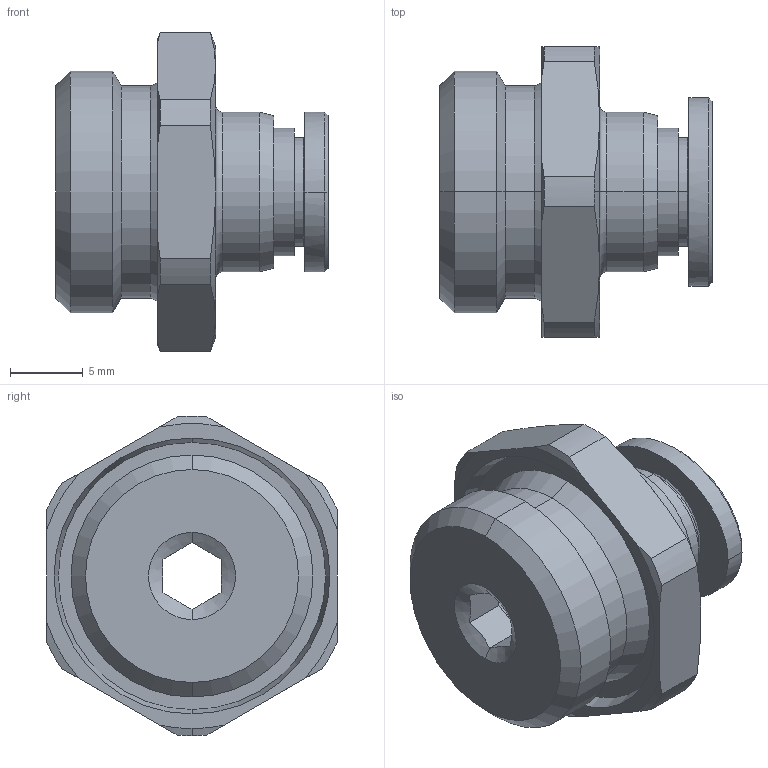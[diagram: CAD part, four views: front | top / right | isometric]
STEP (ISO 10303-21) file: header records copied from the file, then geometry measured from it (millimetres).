
FILE_DESCRIPTION (( 'STEP AP214' ), '1' );
FILE_NAME ('PC06-G03.stp', '2015-10-22T12:59:35', ( '' ), ( '' ), 'SwSTEP 2.0', 'SolidWorks 2015', '' );
FILE_SCHEMA (( 'AUTOMOTIVE_DESIGN' ));
Length unit declared in the file: millimetre
Products named in the file (2): ｦ+ﾃｦ1; PC06-G03
Assembly tree (1 placements, depth 2):
  PC06-G03
    ｦ+ﾃｦ1
Bounding box: 18.75 x 20 x 22 mm (x, y, z)
Volume: 2801.4 mm3; surface area: 2094.6 mm2
Topology: 1 solids, 1 shells, 275 faces, 741 edges, 485 vertices
Faces by surface type: plane 185, bspline 32, cone 28, cylinder 28, torus 2
Entity records: 10460 total; most frequent: CARTESIAN_POINT 3115, ORIENTED_EDGE 1482, DIRECTION 1216, EDGE_CURVE 741, LINE 548, VECTOR 548, VERTEX_POINT 485, AXIS2_PLACEMENT_3D 334
